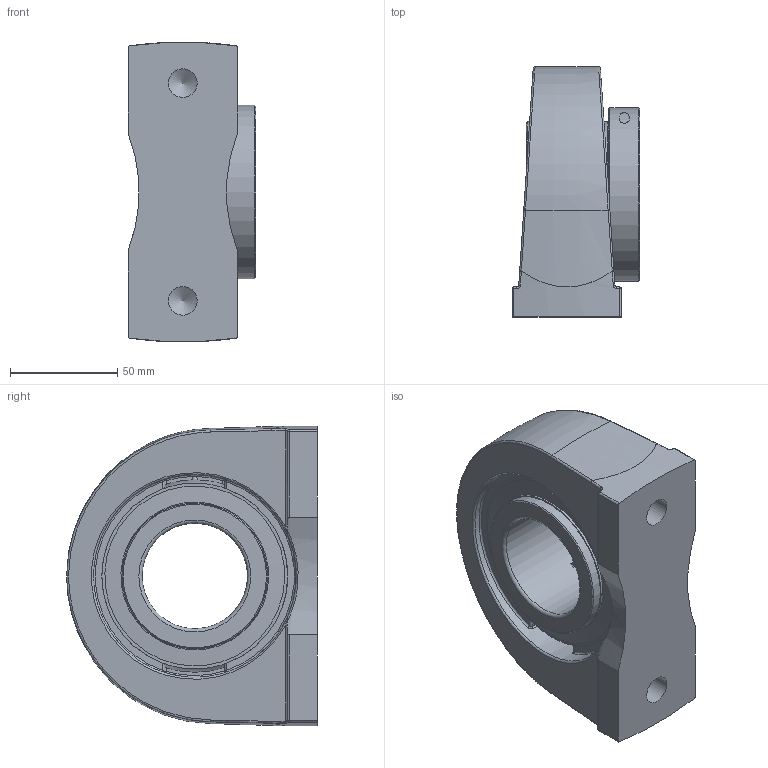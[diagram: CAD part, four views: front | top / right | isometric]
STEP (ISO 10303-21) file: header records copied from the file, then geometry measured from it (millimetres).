
FILE_DESCRIPTION(/* description */ ('Alibre Inc.'),/* implementation_level */ '2;1');
FILE_NAME(/* name */ 'export-D9CDE492-68E6-4B5A-AFFD-8BDB7AFE60D8',/* time_stamp */ '2020-05-18T11:48:22-07:00',/* author */ (''),/* organization */ (''),/* preprocessor_version */ 'ST-DEVELOPER v17',/* originating_system */ 'Alibre',/* authorisation */ '');
FILE_SCHEMA (('CONFIG_CONTROL_DESIGN'));
Length unit declared in the file: inch
Bounding box: 59.6 x 117 x 140 mm (x, y, z)
Volume: 435664.9 mm3; surface area: 112606.6 mm2
Topology: 17 solids, 17 shells, 241 faces, 614 edges, 384 vertices
Faces by surface type: plane 70, cylinder 63, cone 32, bspline 26, torus 26, sphere 24
Full cylindrical faces by diameter (mm): 4.917 x2, 6.4 x1, 10 x1, 13.386 x2, 49.213 x1, 68 x4, 69.016 x2, 80 x2, 84 x2, 94.741 x2, 100.1 x1
Entity records: 10927 total; most frequent: CARTESIAN_POINT 5349, ORIENTED_EDGE 1034, DIRECTION 837, EDGE_CURVE 517, AXIS2_PLACEMENT_3D 368, VERTEX_POINT 351, FACE_BOUND 280, EDGE_LOOP 268
